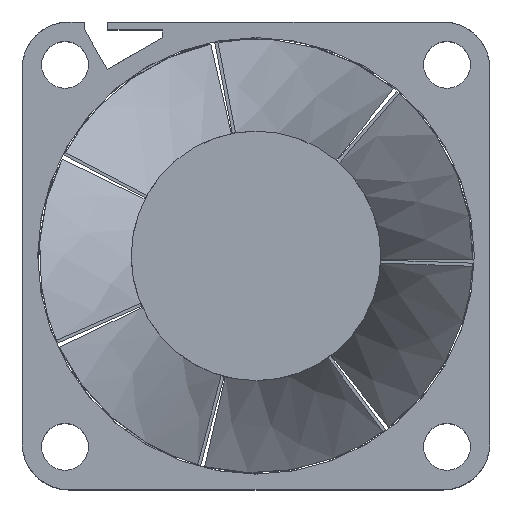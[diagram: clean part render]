
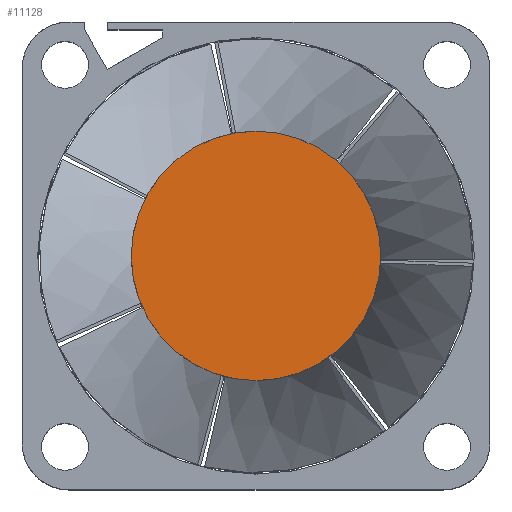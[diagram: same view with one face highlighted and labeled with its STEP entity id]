
A CAD part, top view. The second image highlights one B-rep face of the part: STEP entity #11128.
In plain terms, the highlighted planar face has unit normal (0, 0, 1).
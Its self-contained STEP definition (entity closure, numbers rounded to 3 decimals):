
#7912 = CYLINDRICAL_SURFACE('',#7913,8.);
#7913 = AXIS2_PLACEMENT_3D('',#7914,#7915,#7916);
#7914 = CARTESIAN_POINT('',(0.,0.,1.75));
#7915 = DIRECTION('',(-0.,-0.,-1.));
#7916 = DIRECTION('',(1.,0.,0.));
#8194 = VERTEX_POINT('',#8195);
#8195 = CARTESIAN_POINT('',(8.,0.,10.));
#8216 = EDGE_CURVE('',#8194,#8194,#8217,.T.);
#8217 = SURFACE_CURVE('',#8218,(#8223,#8230),.PCURVE_S1.);
#8218 = CIRCLE('',#8219,8.);
#8219 = AXIS2_PLACEMENT_3D('',#8220,#8221,#8222);
#8220 = CARTESIAN_POINT('',(0.,0.,10.));
#8221 = DIRECTION('',(0.,0.,1.));
#8222 = DIRECTION('',(1.,0.,0.));
#8223 = PCURVE('',#7912,#8224);
#8224 = DEFINITIONAL_REPRESENTATION('',(#8225),#8229);
#8225 = LINE('',#8226,#8227);
#8226 = CARTESIAN_POINT('',(-0.,-8.25));
#8227 = VECTOR('',#8228,1.);
#8228 = DIRECTION('',(-1.,0.));
#8229 = ( GEOMETRIC_REPRESENTATION_CONTEXT(2) 
PARAMETRIC_REPRESENTATION_CONTEXT() REPRESENTATION_CONTEXT('2D SPACE',''
  ) );
#8230 = PCURVE('',#8231,#8236);
#8231 = PLANE('',#8232);
#8232 = AXIS2_PLACEMENT_3D('',#8233,#8234,#8235);
#8233 = CARTESIAN_POINT('',(0.,0.,10.));
#8234 = DIRECTION('',(0.,0.,1.));
#8235 = DIRECTION('',(1.,0.,0.));
#8236 = DEFINITIONAL_REPRESENTATION('',(#8237),#8241);
#8237 = CIRCLE('',#8238,8.);
#8238 = AXIS2_PLACEMENT_2D('',#8239,#8240);
#8239 = CARTESIAN_POINT('',(0.,0.));
#8240 = DIRECTION('',(1.,0.));
#8241 = ( GEOMETRIC_REPRESENTATION_CONTEXT(2) 
PARAMETRIC_REPRESENTATION_CONTEXT() REPRESENTATION_CONTEXT('2D SPACE',''
  ) );
#11128 = ADVANCED_FACE('',(#11129),#8231,.T.);
#11129 = FACE_BOUND('',#11130,.T.);
#11130 = EDGE_LOOP('',(#11131));
#11131 = ORIENTED_EDGE('',*,*,#8216,.T.);
